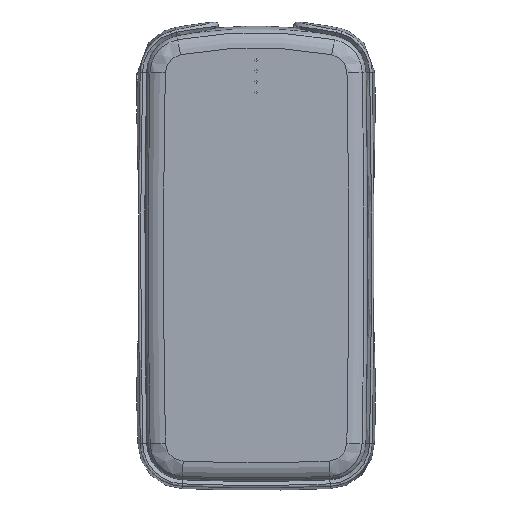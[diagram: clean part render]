
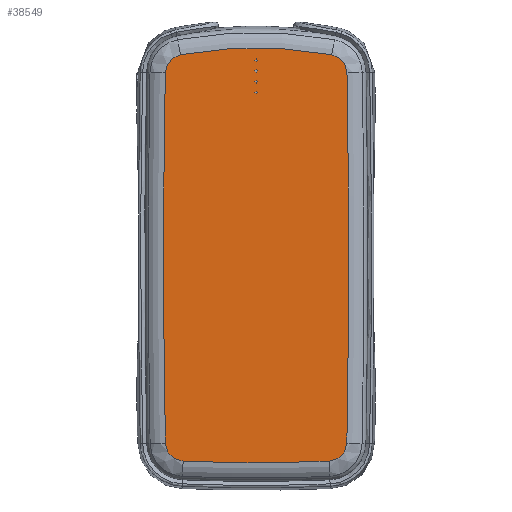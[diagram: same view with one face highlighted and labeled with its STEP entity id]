
A CAD part, front view. The second image highlights one B-rep face of the part: STEP entity #38549.
In plain terms, the highlighted planar face has unit normal (0, -1, 0).
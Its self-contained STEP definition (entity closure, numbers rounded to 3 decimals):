
#651=FACE_BOUND('',#13552,.T.);
#652=FACE_BOUND('',#13553,.T.);
#653=FACE_BOUND('',#13554,.T.);
#654=FACE_BOUND('',#13555,.T.);
#11431=FACE_OUTER_BOUND('',#13551,.T.);
#13551=EDGE_LOOP('',(#34530,#34531,#34532,#34533,#34534,#34535,#34536,#34537));
#13552=EDGE_LOOP('',(#34538));
#13553=EDGE_LOOP('',(#34539));
#13554=EDGE_LOOP('',(#34540));
#13555=EDGE_LOOP('',(#34541));
#15213=CIRCLE('',#41963,3092.947);
#15215=CIRCLE('',#41965,6.);
#15218=CIRCLE('',#41969,136.757);
#15305=CIRCLE('',#42113,6.);
#15306=CIRCLE('',#42115,3092.947);
#15307=CIRCLE('',#42116,6.);
#15308=CIRCLE('',#42117,568.543);
#15309=CIRCLE('',#42118,6.);
#15310=CIRCLE('',#42119,0.4);
#15311=CIRCLE('',#42120,0.4);
#15312=CIRCLE('',#42121,0.4);
#15313=CIRCLE('',#42122,0.4);
#18537=VERTEX_POINT('',#91949);
#18538=VERTEX_POINT('',#91951);
#18539=VERTEX_POINT('',#91963);
#18541=VERTEX_POINT('',#91969);
#18675=VERTEX_POINT('',#93780);
#18676=VERTEX_POINT('',#93784);
#18677=VERTEX_POINT('',#93785);
#18678=VERTEX_POINT('',#93788);
#18679=VERTEX_POINT('',#93791);
#18680=VERTEX_POINT('',#93793);
#18681=VERTEX_POINT('',#93795);
#18682=VERTEX_POINT('',#93797);
#23810=EDGE_CURVE('',#18537,#18538,#15213,.T.);
#23812=EDGE_CURVE('',#18538,#18539,#15215,.T.);
#23815=EDGE_CURVE('',#18539,#18541,#15218,.T.);
#24020=EDGE_CURVE('',#18675,#18537,#15305,.T.);
#24021=EDGE_CURVE('',#18676,#18677,#15306,.T.);
#24022=EDGE_CURVE('',#18541,#18676,#15307,.T.);
#24023=EDGE_CURVE('',#18678,#18675,#15308,.T.);
#24024=EDGE_CURVE('',#18677,#18678,#15309,.T.);
#24025=EDGE_CURVE('',#18679,#18679,#15310,.T.);
#24026=EDGE_CURVE('',#18680,#18680,#15311,.T.);
#24027=EDGE_CURVE('',#18681,#18681,#15312,.T.);
#24028=EDGE_CURVE('',#18682,#18682,#15313,.T.);
#34530=ORIENTED_EDGE('',*,*,#24021,.F.);
#34531=ORIENTED_EDGE('',*,*,#24022,.F.);
#34532=ORIENTED_EDGE('',*,*,#23815,.F.);
#34533=ORIENTED_EDGE('',*,*,#23812,.F.);
#34534=ORIENTED_EDGE('',*,*,#23810,.F.);
#34535=ORIENTED_EDGE('',*,*,#24020,.F.);
#34536=ORIENTED_EDGE('',*,*,#24023,.F.);
#34537=ORIENTED_EDGE('',*,*,#24024,.F.);
#34538=ORIENTED_EDGE('',*,*,#24025,.F.);
#34539=ORIENTED_EDGE('',*,*,#24026,.F.);
#34540=ORIENTED_EDGE('',*,*,#24027,.F.);
#34541=ORIENTED_EDGE('',*,*,#24028,.F.);
#36591=PLANE('',#42114);
#38549=ADVANCED_FACE('',(#11431,#651,#652,#653,#654),#36591,.F.);
#41963=AXIS2_PLACEMENT_3D('',#91952,#51141,#51142);
#41965=AXIS2_PLACEMENT_3D('',#91964,#51145,#51146);
#41969=AXIS2_PLACEMENT_3D('',#91970,#51153,#51154);
#42113=AXIS2_PLACEMENT_3D('',#93782,#51516,#51517);
#42114=AXIS2_PLACEMENT_3D('',#93783,#51518,#51519);
#42115=AXIS2_PLACEMENT_3D('',#93786,#51520,#51521);
#42116=AXIS2_PLACEMENT_3D('',#93787,#51522,#51523);
#42117=AXIS2_PLACEMENT_3D('',#93789,#51524,#51525);
#42118=AXIS2_PLACEMENT_3D('',#93790,#51526,#51527);
#42119=AXIS2_PLACEMENT_3D('',#93792,#51528,#51529);
#42120=AXIS2_PLACEMENT_3D('',#93794,#51530,#51531);
#42121=AXIS2_PLACEMENT_3D('',#93796,#51532,#51533);
#42122=AXIS2_PLACEMENT_3D('',#93798,#51534,#51535);
#51141=DIRECTION('center_axis',(0.,1.,0.));
#51142=DIRECTION('ref_axis',(-1.,0.,-0.02));
#51145=DIRECTION('center_axis',(0.,1.,0.));
#51146=DIRECTION('ref_axis',(-1.,0.,0.019));
#51153=DIRECTION('center_axis',(0.,1.,0.));
#51154=DIRECTION('ref_axis',(-0.179,0.,0.984));
#51516=DIRECTION('center_axis',(0.,1.,0.));
#51517=DIRECTION('ref_axis',(-0.042,0.,-0.999));
#51518=DIRECTION('center_axis',(0.,1.,0.));
#51519=DIRECTION('ref_axis',(1.,0.,0.));
#51520=DIRECTION('center_axis',(0.,1.,0.));
#51521=DIRECTION('ref_axis',(1.,0.,0.019));
#51522=DIRECTION('center_axis',(0.,1.,0.));
#51523=DIRECTION('ref_axis',(0.179,0.,0.984));
#51524=DIRECTION('center_axis',(0.,1.,0.));
#51525=DIRECTION('ref_axis',(0.042,0.,-0.999));
#51526=DIRECTION('center_axis',(0.,1.,0.));
#51527=DIRECTION('ref_axis',(1.,0.,-0.02));
#51528=DIRECTION('center_axis',(0.,-1.,0.));
#51529=DIRECTION('ref_axis',(0.,0.,-1.));
#51530=DIRECTION('center_axis',(0.,-1.,0.));
#51531=DIRECTION('ref_axis',(0.,0.,-1.));
#51532=DIRECTION('center_axis',(0.,-1.,0.));
#51533=DIRECTION('ref_axis',(0.,0.,-1.));
#51534=DIRECTION('center_axis',(0.,-1.,0.));
#51535=DIRECTION('ref_axis',(0.,0.,-1.));
#91949=CARTESIAN_POINT('',(-29.402,-12.,-60.831));
#91951=CARTESIAN_POINT('',(-29.433,-12.,59.198));
#91952=CARTESIAN_POINT('Origin',(3062.947,-12.,0.));
#91963=CARTESIAN_POINT('',(-24.51,-12.,64.986));
#91964=CARTESIAN_POINT('Origin',(-23.435,-12.,59.083));
#91969=CARTESIAN_POINT('',(24.51,-12.,64.986));
#91970=CARTESIAN_POINT('Origin',(0.,-12.,-69.557));
#93780=CARTESIAN_POINT('',(-23.653,-12.,-66.708));
#93782=CARTESIAN_POINT('Origin',(-23.403,-12.,-60.713));
#93783=CARTESIAN_POINT('Origin',(0.,-12.,0.));
#93784=CARTESIAN_POINT('',(29.433,-12.,59.198));
#93785=CARTESIAN_POINT('',(29.402,-12.,-60.831));
#93786=CARTESIAN_POINT('Origin',(-3062.947,-12.,0.));
#93787=CARTESIAN_POINT('Origin',(23.435,-12.,59.083));
#93788=CARTESIAN_POINT('',(23.653,-12.,-66.708));
#93789=CARTESIAN_POINT('Origin',(0.,-12.,501.343));
#93790=CARTESIAN_POINT('Origin',(23.403,-12.,-60.713));
#93791=CARTESIAN_POINT('',(0.,-12.,55.8));
#93792=CARTESIAN_POINT('Origin',(0.,-12.,56.2));
#93793=CARTESIAN_POINT('',(0.,-12.,59.3));
#93794=CARTESIAN_POINT('Origin',(0.,-12.,59.7));
#93795=CARTESIAN_POINT('',(0.,-12.,52.3));
#93796=CARTESIAN_POINT('Origin',(0.,-12.,52.7));
#93797=CARTESIAN_POINT('',(0.,-12.,62.8));
#93798=CARTESIAN_POINT('Origin',(0.,-12.,63.2));
